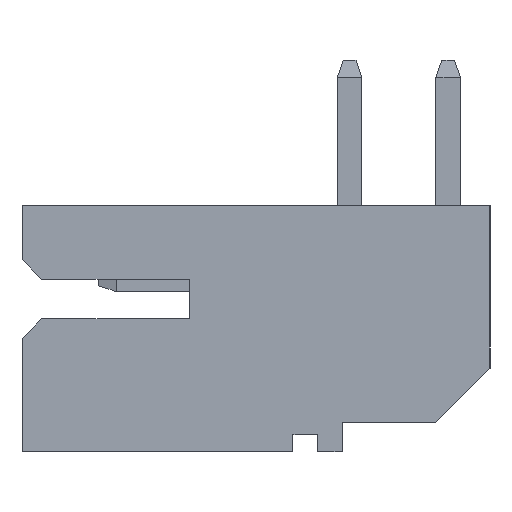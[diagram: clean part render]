
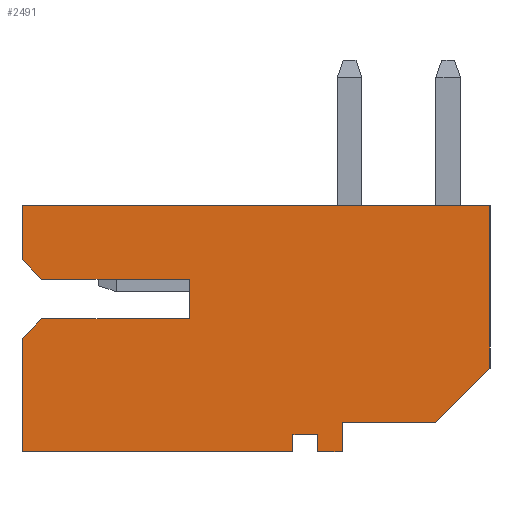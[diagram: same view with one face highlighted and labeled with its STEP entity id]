
A CAD part, left-side view. The second image highlights one B-rep face of the part: STEP entity #2491.
In plain terms, the highlighted planar face has unit normal (-1, 0, 0).
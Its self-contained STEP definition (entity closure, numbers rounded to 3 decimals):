
#1603=CARTESIAN_POINT('',(0.,0.,-5.));
#1604=VERTEX_POINT('',#1603);
#1611=CARTESIAN_POINT('',(0.,0.5,-5.));
#1612=VERTEX_POINT('',#1611);
#1613=CARTESIAN_POINT('',(0.,0.,-5.));
#1614=DIRECTION('',(0.,1.,0.));
#1615=VECTOR('',#1614,0.5);
#1616=LINE('',#1613,#1615);
#1617=EDGE_CURVE('',#1604,#1612,#1616,.T.);
#1846=CARTESIAN_POINT('',(0.,6.5,0.));
#1847=VERTEX_POINT('',#1846);
#1854=CARTESIAN_POINT('',(0.,-3.,0.));
#1855=VERTEX_POINT('',#1854);
#1856=CARTESIAN_POINT('',(0.,6.5,0.));
#1857=DIRECTION('',(0.,-1.,0.));
#1858=VECTOR('',#1857,9.5);
#1859=LINE('',#1856,#1858);
#1860=EDGE_CURVE('',#1847,#1855,#1859,.T.);
#2354=CARTESIAN_POINT('',(0.,0.,-4.4));
#2355=VERTEX_POINT('',#2354);
#2362=CARTESIAN_POINT('',(0.,0.,-4.4));
#2363=DIRECTION('',(0.,0.,-1.));
#2364=VECTOR('',#2363,0.6);
#2365=LINE('',#2362,#2364);
#2366=EDGE_CURVE('',#2355,#1604,#2365,.T.);
#2373=CARTESIAN_POINT('',(0.,0.,-5.));
#2374=DIRECTION('',(0.,0.,1.));
#2375=DIRECTION('',(-1.,0.,0.));
#2376=AXIS2_PLACEMENT_3D('',#2373,#2375,#2374);
#2377=PLANE('',#2376);
#2378=CARTESIAN_POINT('',(0.,0.5,-4.65));
#2379=VERTEX_POINT('',#2378);
#2380=CARTESIAN_POINT('',(0.,0.5,-4.65));
#2381=DIRECTION('',(0.,0.,-1.));
#2382=VECTOR('',#2381,0.35);
#2383=LINE('',#2380,#2382);
#2384=EDGE_CURVE('',#2379,#1612,#2383,.T.);
#2385=ORIENTED_EDGE('',*,*,#2384,.T.);
#2386=ORIENTED_EDGE('',*,*,#1617,.F.);
#2387=ORIENTED_EDGE('',*,*,#2366,.F.);
#2388=CARTESIAN_POINT('',(0.,-1.9,-4.4));
#2389=VERTEX_POINT('',#2388);
#2390=CARTESIAN_POINT('',(0.,0.,-4.4));
#2391=DIRECTION('',(0.,-1.,0.));
#2392=VECTOR('',#2391,1.9);
#2393=LINE('',#2390,#2392);
#2394=EDGE_CURVE('',#2355,#2389,#2393,.T.);
#2395=ORIENTED_EDGE('',*,*,#2394,.T.);
#2396=CARTESIAN_POINT('',(0.,-3.,-3.3));
#2397=VERTEX_POINT('',#2396);
#2398=CARTESIAN_POINT('',(0.,-1.9,-4.4));
#2399=DIRECTION('',(0.,-0.707,0.707));
#2400=VECTOR('',#2399,1.556);
#2401=LINE('',#2398,#2400);
#2402=EDGE_CURVE('',#2389,#2397,#2401,.T.);
#2403=ORIENTED_EDGE('',*,*,#2402,.T.);
#2404=CARTESIAN_POINT('',(0.,-3.,-3.3));
#2405=DIRECTION('',(0.,0.,1.));
#2406=VECTOR('',#2405,3.3);
#2407=LINE('',#2404,#2406);
#2408=EDGE_CURVE('',#2397,#1855,#2407,.T.);
#2409=ORIENTED_EDGE('',*,*,#2408,.T.);
#2410=ORIENTED_EDGE('',*,*,#1860,.F.);
#2411=CARTESIAN_POINT('',(0.,6.5,-1.1));
#2412=VERTEX_POINT('',#2411);
#2413=CARTESIAN_POINT('',(0.,6.5,0.));
#2414=DIRECTION('',(0.,0.,-1.));
#2415=VECTOR('',#2414,1.1);
#2416=LINE('',#2413,#2415);
#2417=EDGE_CURVE('',#1847,#2412,#2416,.T.);
#2418=ORIENTED_EDGE('',*,*,#2417,.T.);
#2419=CARTESIAN_POINT('',(0.,6.1,-1.5));
#2420=VERTEX_POINT('',#2419);
#2421=CARTESIAN_POINT('',(0.,6.5,-1.1));
#2422=DIRECTION('',(0.,-0.707,-0.707));
#2423=VECTOR('',#2422,0.566);
#2424=LINE('',#2421,#2423);
#2425=EDGE_CURVE('',#2412,#2420,#2424,.T.);
#2426=ORIENTED_EDGE('',*,*,#2425,.T.);
#2427=CARTESIAN_POINT('',(0.,3.1,-1.5));
#2428=VERTEX_POINT('',#2427);
#2429=CARTESIAN_POINT('',(0.,6.1,-1.5));
#2430=DIRECTION('',(0.,-1.,0.));
#2431=VECTOR('',#2430,3.);
#2432=LINE('',#2429,#2431);
#2433=EDGE_CURVE('',#2420,#2428,#2432,.T.);
#2434=ORIENTED_EDGE('',*,*,#2433,.T.);
#2435=CARTESIAN_POINT('',(0.,3.1,-2.3));
#2436=VERTEX_POINT('',#2435);
#2437=CARTESIAN_POINT('',(0.,3.1,-1.5));
#2438=DIRECTION('',(0.,0.,-1.));
#2439=VECTOR('',#2438,0.8);
#2440=LINE('',#2437,#2439);
#2441=EDGE_CURVE('',#2428,#2436,#2440,.T.);
#2442=ORIENTED_EDGE('',*,*,#2441,.T.);
#2443=CARTESIAN_POINT('',(0.,6.1,-2.3));
#2444=VERTEX_POINT('',#2443);
#2445=CARTESIAN_POINT('',(0.,3.1,-2.3));
#2446=DIRECTION('',(0.,1.,0.));
#2447=VECTOR('',#2446,3.);
#2448=LINE('',#2445,#2447);
#2449=EDGE_CURVE('',#2436,#2444,#2448,.T.);
#2450=ORIENTED_EDGE('',*,*,#2449,.T.);
#2451=CARTESIAN_POINT('',(0.,6.5,-2.7));
#2452=VERTEX_POINT('',#2451);
#2453=CARTESIAN_POINT('',(0.,6.1,-2.3));
#2454=DIRECTION('',(0.,0.707,-0.707));
#2455=VECTOR('',#2454,0.566);
#2456=LINE('',#2453,#2455);
#2457=EDGE_CURVE('',#2444,#2452,#2456,.T.);
#2458=ORIENTED_EDGE('',*,*,#2457,.T.);
#2459=CARTESIAN_POINT('',(0.,6.5,-5.));
#2460=VERTEX_POINT('',#2459);
#2461=CARTESIAN_POINT('',(0.,6.5,-2.7));
#2462=DIRECTION('',(0.,0.,-1.));
#2463=VECTOR('',#2462,2.3);
#2464=LINE('',#2461,#2463);
#2465=EDGE_CURVE('',#2452,#2460,#2464,.T.);
#2466=ORIENTED_EDGE('',*,*,#2465,.T.);
#2467=CARTESIAN_POINT('',(0.,1.,-5.));
#2468=VERTEX_POINT('',#2467);
#2469=CARTESIAN_POINT('',(0.,6.5,-5.));
#2470=DIRECTION('',(0.,-1.,0.));
#2471=VECTOR('',#2470,5.5);
#2472=LINE('',#2469,#2471);
#2473=EDGE_CURVE('',#2460,#2468,#2472,.T.);
#2474=ORIENTED_EDGE('',*,*,#2473,.T.);
#2475=CARTESIAN_POINT('',(0.,1.,-4.65));
#2476=VERTEX_POINT('',#2475);
#2477=CARTESIAN_POINT('',(0.,1.,-5.));
#2478=DIRECTION('',(0.,0.,1.));
#2479=VECTOR('',#2478,0.35);
#2480=LINE('',#2477,#2479);
#2481=EDGE_CURVE('',#2468,#2476,#2480,.T.);
#2482=ORIENTED_EDGE('',*,*,#2481,.T.);
#2483=CARTESIAN_POINT('',(0.,1.,-4.65));
#2484=DIRECTION('',(0.,-1.,0.));
#2485=VECTOR('',#2484,0.5);
#2486=LINE('',#2483,#2485);
#2487=EDGE_CURVE('',#2476,#2379,#2486,.T.);
#2488=ORIENTED_EDGE('',*,*,#2487,.T.);
#2489=EDGE_LOOP('',(#2385,#2386,#2387,#2395,#2403,#2409,#2410,#2418,#2426,#2434,#2442,#2450,#2458,#2466,#2474,#2482,#2488));
#2490=FACE_OUTER_BOUND('',#2489,.T.);
#2491=ADVANCED_FACE('',(#2490),#2377,.T.);
